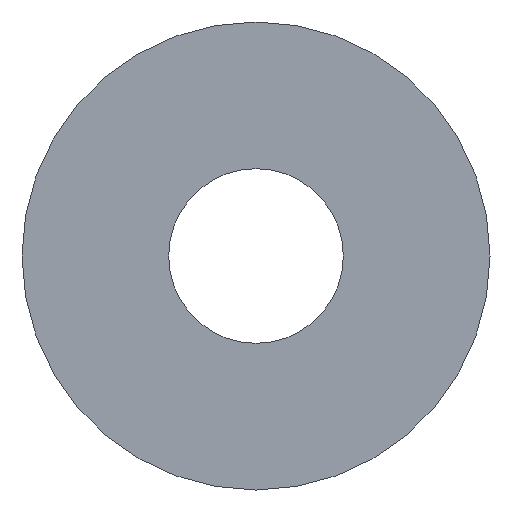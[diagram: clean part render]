
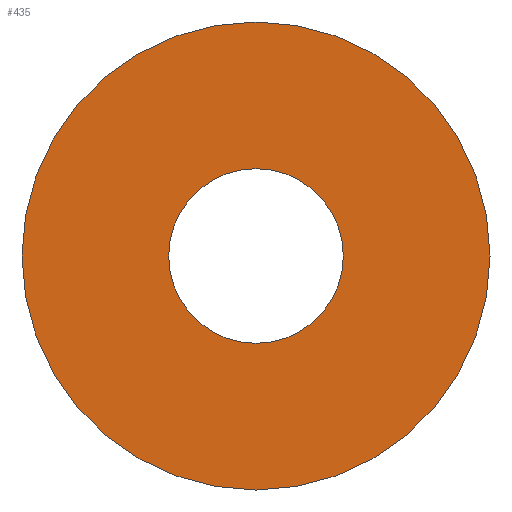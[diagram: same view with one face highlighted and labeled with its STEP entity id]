
A CAD part, front view. The second image highlights one B-rep face of the part: STEP entity #435.
In plain terms, the highlighted planar face has unit normal (0, -1, 0).
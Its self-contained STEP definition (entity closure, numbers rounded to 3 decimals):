
#30=CARTESIAN_POINT('',(0.,0.,0.));
#31=DIRECTION('',(0.,-1.,0.));
#32=DIRECTION('',(1.,0.,0.));
#33=AXIS2_PLACEMENT_3D('',#30,#31,#32);
#35=CARTESIAN_POINT('',(0.,0.,0.));
#36=DIRECTION('',(0.,-1.,0.));
#37=DIRECTION('',(-1.,0.,0.));
#38=AXIS2_PLACEMENT_3D('',#35,#36,#37);
#40=CARTESIAN_POINT('',(0.,0.,0.));
#41=DIRECTION('',(0.,1.,0.));
#42=DIRECTION('',(1.,0.,0.));
#43=AXIS2_PLACEMENT_3D('',#40,#41,#42);
#45=CARTESIAN_POINT('',(0.,0.,0.));
#46=DIRECTION('',(0.,1.,0.));
#47=DIRECTION('',(-1.,0.,0.));
#48=AXIS2_PLACEMENT_3D('',#45,#46,#47);
#291=CARTESIAN_POINT('',(-3.175,0.,0.));
#293=VERTEX_POINT('',#291);
#332=CARTESIAN_POINT('',(3.175,0.,0.));
#333=VERTEX_POINT('',#332);
#370=CARTESIAN_POINT('',(8.509,0.,0.));
#371=VERTEX_POINT('',#370);
#372=CARTESIAN_POINT('',(-8.509,0.,0.));
#373=VERTEX_POINT('',#372);
#420=CARTESIAN_POINT('',(0.,0.,0.));
#421=DIRECTION('',(0.,1.,0.));
#422=DIRECTION('',(1.,0.,0.));
#423=AXIS2_PLACEMENT_3D('',#420,#421,#422);
#424=PLANE('',#423);
#425=ORIENTED_EDGE('',*,*,#399,.F.);
#426=ORIENTED_EDGE('',*,*,#414,.F.);
#427=EDGE_LOOP('',(#425,#426));
#428=FACE_OUTER_BOUND('',#427,.F.);
#430=ORIENTED_EDGE('',*,*,#429,.F.);
#432=ORIENTED_EDGE('',*,*,#431,.F.);
#433=EDGE_LOOP('',(#430,#432));
#434=FACE_BOUND('',#433,.F.);
#435=ADVANCED_FACE('',(#428,#434),#424,.F.);
#34=CIRCLE('',#33,8.509);
#39=CIRCLE('',#38,8.509);
#44=CIRCLE('',#43,3.175);
#49=CIRCLE('',#48,3.175);
#399=EDGE_CURVE('',#371,#373,#34,.T.);
#414=EDGE_CURVE('',#373,#371,#39,.T.);
#429=EDGE_CURVE('',#333,#293,#44,.T.);
#431=EDGE_CURVE('',#293,#333,#49,.T.);
